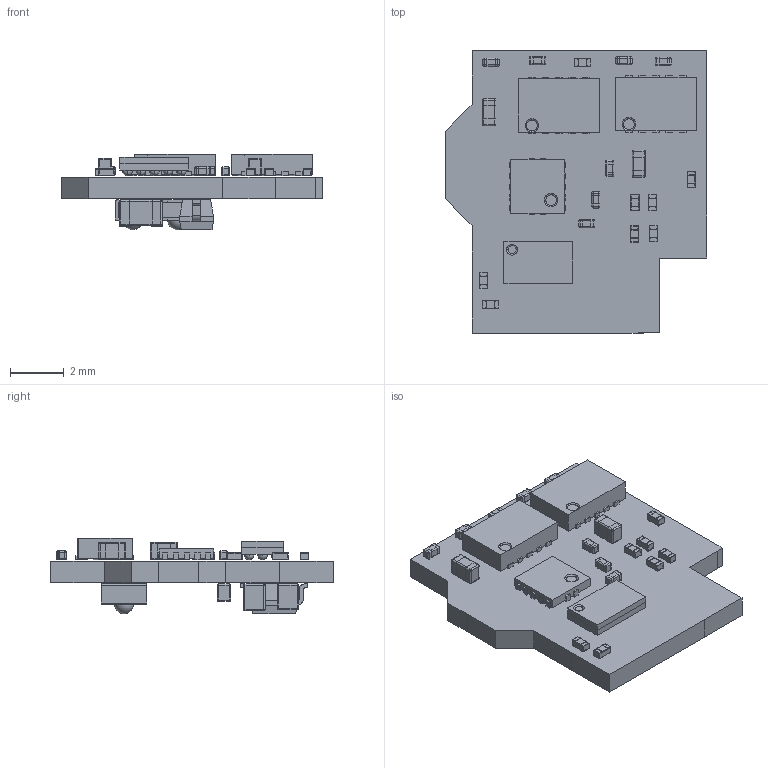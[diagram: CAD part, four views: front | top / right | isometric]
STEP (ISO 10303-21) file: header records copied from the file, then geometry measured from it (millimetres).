
FILE_DESCRIPTION(('KiCad electronic assembly'),'2;1');
FILE_NAME('MS_v4_ETL_LED_Driver.step','2019-10-06T18:15:09',('An Author' ),('A Company'),'Open CASCADE STEP processor 6.9', 'KiCad to STEP converter','Unknown');
FILE_SCHEMA(('AUTOMOTIVE_DESIGN { 1 0 10303 214 1 1 1 1 }'));
Length unit declared in the file: millimetre
Products named in the file (22): Open CASCADE STEP translator 6.9 1; LED_LXZ1_PR01_L; COMPOUND; R_0201_0603Metric_ERJ_L; SOD_323_250X125X110L30X32L; BGA_15_NP50_3X5_155X255X69B31N; SON_11_P50_300X200X80L40X25T239X64L; QFN_14_P40_200X200X40L40X20L; C_0201_0603Metric_L; C_0603_1608Metric_L; C_0402_1005Metric_L; L_0603_1608Metric_L; SOLID
Assembly tree (38 placements, depth 3):
  Open CASCADE STEP translator 6.9 1
    LED_LXZ1_PR01_L  x2
      COMPOUND
    R_0201_0603Metric_ERJ_L  x8
      COMPOUND
    SOD_323_250X125X110L30X32L
      COMPOUND
    BGA_15_NP50_3X5_155X255X69B31N
      COMPOUND
    SON_11_P50_300X200X80L40X25T239X64L  x2
      COMPOUND
    QFN_14_P40_200X200X40L40X20L
      COMPOUND
    C_0201_0603Metric_L  x7
      COMPOUND
    C_0603_1608Metric_L
      COMPOUND
    C_0402_1005Metric_L  x3
      COMPOUND
    L_0603_1608Metric_L
      COMPOUND
    SOLID
Bounding box: 9.73 x 10.5 x 2.81 mm (x, y, z)
Volume: 94.8 mm3; surface area: 416.7 mm2
Topology: 138 solids, 138 shells, 1750 faces, 4027 edges, 2363 vertices
Faces by surface type: plane 982, cylinder 568, sphere 192, torus 8
Entity records: 46538 total; most frequent: CARTESIAN_POINT 10507, DIRECTION 5865, LINE 3745, VECTOR 3745, ORIENTED_EDGE 2956, PCURVE 2956, DEFINITIONAL_REPRESENTATION 2956, EDGE_CURVE 1478
